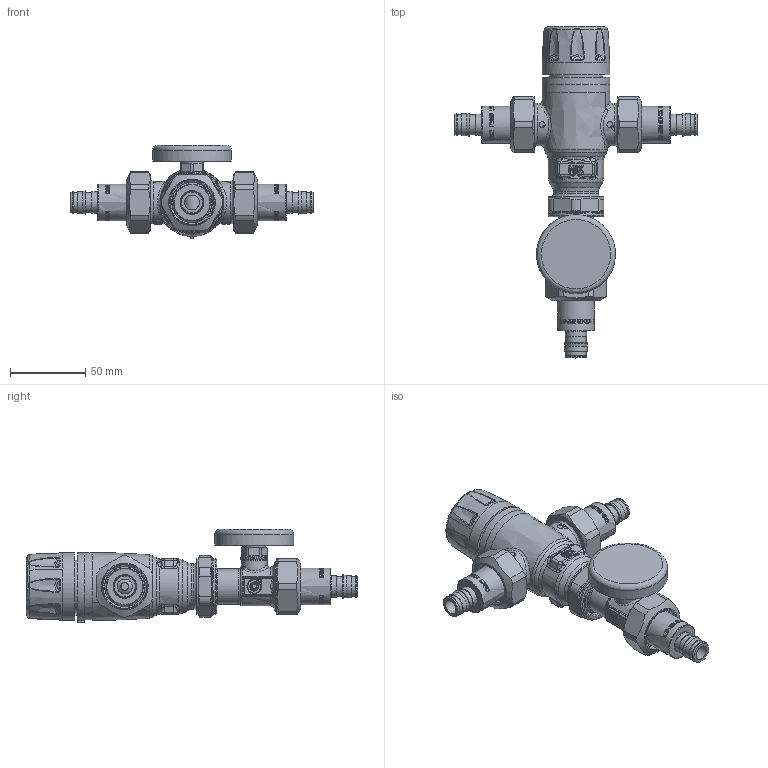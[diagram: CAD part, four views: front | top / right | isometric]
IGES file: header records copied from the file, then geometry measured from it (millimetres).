
Global section: file name: 521418AC; native system: Autodesk Inventor 2024; preprocessor: unknown; author: ischreiner; date: 20250624.112227; units: inch
Bounding box: 161.02 x 220.36 x 61.89 mm (x, y, z)
Volume: 279652.4 mm3; surface area: 85231.6 mm2
Topology: 15 solids, 15 shells, 3846 faces, 9932 edges, 6170 vertices
Faces by surface type: bspline 3846
